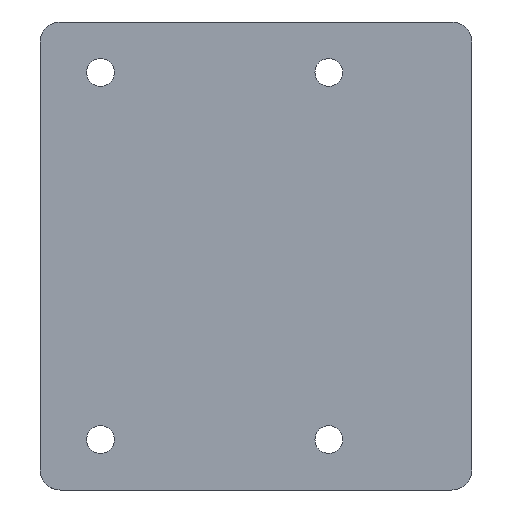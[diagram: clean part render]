
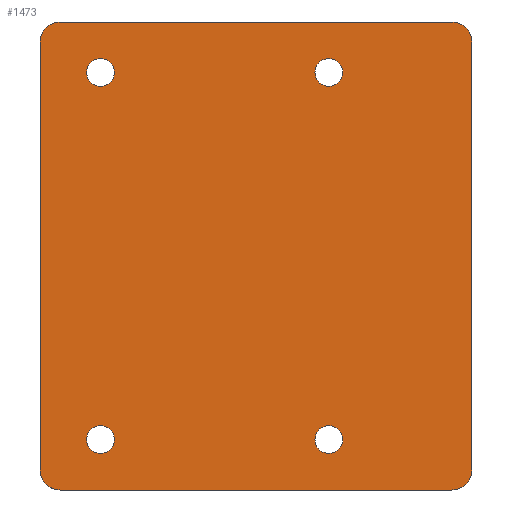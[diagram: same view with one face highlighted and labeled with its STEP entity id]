
A CAD part, front view. The second image highlights one B-rep face of the part: STEP entity #1473.
In plain terms, the highlighted planar face has unit normal (0, -1, 0).
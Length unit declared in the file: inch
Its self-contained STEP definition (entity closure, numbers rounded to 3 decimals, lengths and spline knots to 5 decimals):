
#66=FACE_BOUND('',#293,.T.);
#67=FACE_BOUND('',#294,.T.);
#68=FACE_BOUND('',#295,.T.);
#69=FACE_BOUND('',#296,.T.);
#84=CIRCLE('',#1560,0.1);
#85=CIRCLE('',#1565,0.1);
#87=CIRCLE('',#1572,0.1);
#93=CIRCLE('',#1583,0.1);
#96=CIRCLE('',#1603,0.0689);
#97=CIRCLE('',#1605,0.0689);
#98=CIRCLE('',#1607,0.0689);
#99=CIRCLE('',#1609,0.0689);
#189=FACE_OUTER_BOUND('',#292,.T.);
#292=EDGE_LOOP('',(#1318,#1319,#1320,#1321,#1322,#1323,#1324,#1325));
#293=EDGE_LOOP('',(#1326));
#294=EDGE_LOOP('',(#1327));
#295=EDGE_LOOP('',(#1328));
#296=EDGE_LOOP('',(#1329));
#426=LINE('',#2341,#581);
#435=LINE('',#2375,#590);
#440=LINE('',#2391,#595);
#441=LINE('',#2393,#596);
#581=VECTOR('',#1885,0.3937);
#590=VECTOR('',#1924,0.3937);
#595=VECTOR('',#1947,0.3937);
#596=VECTOR('',#1950,0.3937);
#707=VERTEX_POINT('',#2330);
#708=VERTEX_POINT('',#2332);
#710=VERTEX_POINT('',#2340);
#711=VERTEX_POINT('',#2344);
#715=VERTEX_POINT('',#2358);
#716=VERTEX_POINT('',#2359);
#720=VERTEX_POINT('',#2374);
#722=VERTEX_POINT('',#2382);
#729=VERTEX_POINT('',#2423);
#730=VERTEX_POINT('',#2426);
#731=VERTEX_POINT('',#2429);
#732=VERTEX_POINT('',#2432);
#885=EDGE_CURVE('',#707,#708,#84,.T.);
#889=EDGE_CURVE('',#710,#708,#426,.T.);
#891=EDGE_CURVE('',#710,#711,#85,.T.);
#898=EDGE_CURVE('',#715,#716,#87,.T.);
#906=EDGE_CURVE('',#720,#716,#435,.T.);
#910=EDGE_CURVE('',#720,#722,#93,.T.);
#914=EDGE_CURVE('',#715,#711,#440,.T.);
#915=EDGE_CURVE('',#707,#722,#441,.T.);
#927=EDGE_CURVE('',#729,#729,#96,.T.);
#928=EDGE_CURVE('',#730,#730,#97,.T.);
#929=EDGE_CURVE('',#731,#731,#98,.T.);
#930=EDGE_CURVE('',#732,#732,#99,.T.);
#1318=ORIENTED_EDGE('',*,*,#885,.F.);
#1319=ORIENTED_EDGE('',*,*,#915,.T.);
#1320=ORIENTED_EDGE('',*,*,#910,.F.);
#1321=ORIENTED_EDGE('',*,*,#906,.T.);
#1322=ORIENTED_EDGE('',*,*,#898,.F.);
#1323=ORIENTED_EDGE('',*,*,#914,.T.);
#1324=ORIENTED_EDGE('',*,*,#891,.F.);
#1325=ORIENTED_EDGE('',*,*,#889,.T.);
#1326=ORIENTED_EDGE('',*,*,#927,.T.);
#1327=ORIENTED_EDGE('',*,*,#928,.T.);
#1328=ORIENTED_EDGE('',*,*,#929,.T.);
#1329=ORIENTED_EDGE('',*,*,#930,.T.);
#1389=PLANE('',#1613);
#1473=ADVANCED_FACE('',(#189,#66,#67,#68,#69),#1389,.F.);
#1560=AXIS2_PLACEMENT_3D('',#2333,#1875,#1876);
#1565=AXIS2_PLACEMENT_3D('',#2345,#1889,#1890);
#1572=AXIS2_PLACEMENT_3D('',#2360,#1906,#1907);
#1583=AXIS2_PLACEMENT_3D('',#2383,#1934,#1935);
#1603=AXIS2_PLACEMENT_3D('',#2424,#1988,#1989);
#1605=AXIS2_PLACEMENT_3D('',#2427,#1992,#1993);
#1607=AXIS2_PLACEMENT_3D('',#2430,#1996,#1997);
#1609=AXIS2_PLACEMENT_3D('',#2433,#2000,#2001);
#1613=AXIS2_PLACEMENT_3D('',#2438,#2009,#2010);
#1875=DIRECTION('center_axis',(0.,1.,0.));
#1876=DIRECTION('ref_axis',(-0.707,0.,-0.707));
#1885=DIRECTION('',(0.,0.,-1.));
#1889=DIRECTION('center_axis',(0.,1.,0.));
#1890=DIRECTION('ref_axis',(-0.707,0.,0.707));
#1906=DIRECTION('center_axis',(0.,1.,0.));
#1907=DIRECTION('ref_axis',(0.707,0.,0.707));
#1924=DIRECTION('',(0.,0.,1.));
#1934=DIRECTION('center_axis',(0.,1.,0.));
#1935=DIRECTION('ref_axis',(0.707,0.,-0.707));
#1947=DIRECTION('',(-1.,0.,0.));
#1950=DIRECTION('',(1.,0.,0.));
#1988=DIRECTION('center_axis',(0.,1.,0.));
#1989=DIRECTION('ref_axis',(-1.,0.,0.));
#1992=DIRECTION('center_axis',(0.,1.,0.));
#1993=DIRECTION('ref_axis',(-1.,0.,0.));
#1996=DIRECTION('center_axis',(0.,1.,0.));
#1997=DIRECTION('ref_axis',(-1.,0.,0.));
#2000=DIRECTION('center_axis',(0.,1.,0.));
#2001=DIRECTION('ref_axis',(-1.,0.,0.));
#2009=DIRECTION('center_axis',(0.,1.,0.));
#2010=DIRECTION('ref_axis',(0.,0.,1.));
#2330=CARTESIAN_POINT('',(-2.042,0.,-2.321));
#2332=CARTESIAN_POINT('',(-2.142,0.,-2.221));
#2333=CARTESIAN_POINT('Origin',(-2.042,0.,-2.221));
#2340=CARTESIAN_POINT('',(-2.142,0.,-0.1));
#2341=CARTESIAN_POINT('',(-2.142,0.,0.));
#2344=CARTESIAN_POINT('',(-2.042,0.,0.));
#2345=CARTESIAN_POINT('Origin',(-2.042,0.,-0.1));
#2358=CARTESIAN_POINT('',(-0.1,0.,0.));
#2359=CARTESIAN_POINT('',(0.,0.,-0.1));
#2360=CARTESIAN_POINT('Origin',(-0.1,0.,-0.1));
#2374=CARTESIAN_POINT('',(0.,0.,-2.221));
#2375=CARTESIAN_POINT('',(0.,0.,-2.321));
#2382=CARTESIAN_POINT('',(-0.1,0.,-2.321));
#2383=CARTESIAN_POINT('Origin',(-0.1,0.,-2.221));
#2391=CARTESIAN_POINT('',(0.,0.,0.));
#2393=CARTESIAN_POINT('',(-2.142,0.,-2.321));
#2423=CARTESIAN_POINT('',(-0.6411,0.,-0.25));
#2424=CARTESIAN_POINT('Origin',(-0.71,0.,-0.25));
#2426=CARTESIAN_POINT('',(-0.6411,0.,-2.071));
#2427=CARTESIAN_POINT('Origin',(-0.71,0.,-2.071));
#2429=CARTESIAN_POINT('',(-1.7731,0.,-2.071));
#2430=CARTESIAN_POINT('Origin',(-1.842,0.,-2.071));
#2432=CARTESIAN_POINT('',(-1.7731,0.,-0.25));
#2433=CARTESIAN_POINT('Origin',(-1.842,0.,-0.25));
#2438=CARTESIAN_POINT('Origin',(-1.071,0.,-1.1605));
